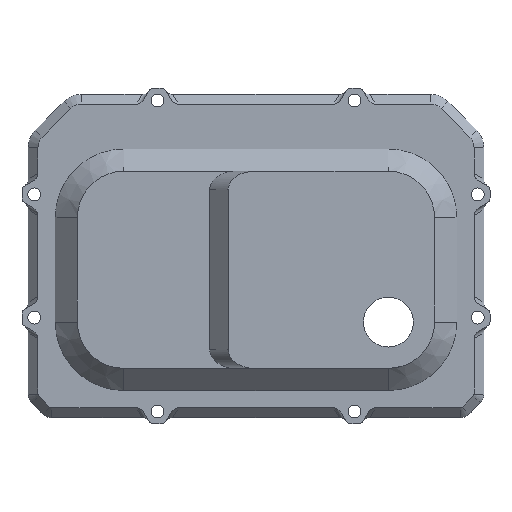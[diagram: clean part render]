
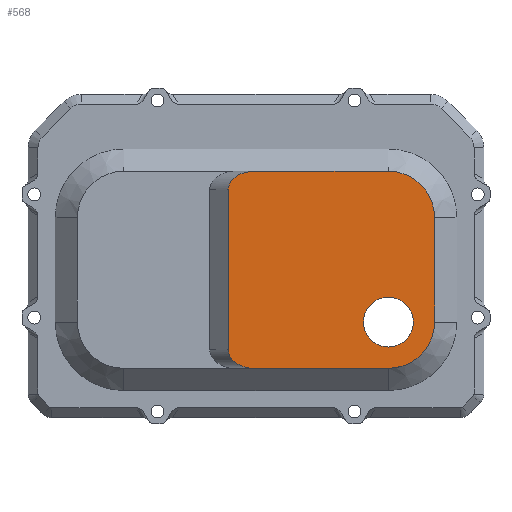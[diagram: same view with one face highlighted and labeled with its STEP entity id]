
A CAD part, top view. The second image highlights one B-rep face of the part: STEP entity #568.
In plain terms, the highlighted planar face has unit normal (0, 0, 1).
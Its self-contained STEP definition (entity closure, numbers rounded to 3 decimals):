
#473=CARTESIAN_POINT('',(0.,0.,43.2));
#474=DIRECTION('',(0.,0.,1.));
#475=DIRECTION('',(1.,0.,0.));
#476=AXIS2_PLACEMENT_3D('',#473,#474,#475);
#477=PLANE('',#476);
#478=CARTESIAN_POINT('',(-0.515,22.,43.2));
#479=VERTEX_POINT('',#478);
#480=CARTESIAN_POINT('',(43.,22.,43.2));
#481=VERTEX_POINT('',#480);
#482=CARTESIAN_POINT('',(-0.515,22.,43.2));
#483=DIRECTION('',(1.,0.,0.));
#484=VECTOR('',#483,43.515);
#485=LINE('',#482,#484);
#486=EDGE_CURVE('',#479,#481,#485,.T.);
#487=ORIENTED_EDGE('',*,*,#486,.F.);
#488=CARTESIAN_POINT('',(-9.,16.,43.2));
#489=VERTEX_POINT('',#488);
#490=CARTESIAN_POINT('',(-0.515,16.,43.2));
#491=DIRECTION('',(0.,-0.,1.));
#492=DIRECTION('',(1.,0.,0.));
#493=AXIS2_PLACEMENT_3D('',#490,#491,#492);
#494=ELLIPSE('',#493,8.485,6.);
#495=EDGE_CURVE('',#479,#489,#494,.T.);
#496=ORIENTED_EDGE('',*,*,#495,.T.);
#497=CARTESIAN_POINT('',(-9.,-36.,43.2));
#498=VERTEX_POINT('',#497);
#499=CARTESIAN_POINT('',(-9.,16.,43.2));
#500=DIRECTION('',(-0.,-1.,-0.));
#501=VECTOR('',#500,52.);
#502=LINE('',#499,#501);
#503=EDGE_CURVE('',#489,#498,#502,.T.);
#504=ORIENTED_EDGE('',*,*,#503,.T.);
#505=CARTESIAN_POINT('',(-0.515,-42.,43.2));
#506=VERTEX_POINT('',#505);
#507=CARTESIAN_POINT('',(-0.515,-36.,43.2));
#508=DIRECTION('',(0.,0.,1.));
#509=DIRECTION('',(1.,0.,-0.));
#510=AXIS2_PLACEMENT_3D('',#507,#508,#509);
#511=ELLIPSE('',#510,8.485,6.);
#512=EDGE_CURVE('',#498,#506,#511,.T.);
#513=ORIENTED_EDGE('',*,*,#512,.T.);
#514=CARTESIAN_POINT('',(43.,-42.,43.2));
#515=VERTEX_POINT('',#514);
#516=CARTESIAN_POINT('',(43.,-42.,43.2));
#517=DIRECTION('',(-1.,0.,0.));
#518=VECTOR('',#517,43.515);
#519=LINE('',#516,#518);
#520=EDGE_CURVE('',#515,#506,#519,.T.);
#521=ORIENTED_EDGE('',*,*,#520,.F.);
#522=CARTESIAN_POINT('',(58.,-27.,43.2));
#523=VERTEX_POINT('',#522);
#524=CARTESIAN_POINT('',(43.,-27.,43.2));
#525=DIRECTION('',(0.,0.,1.));
#526=DIRECTION('',(1.,0.,-0.));
#527=AXIS2_PLACEMENT_3D('',#524,#525,#526);
#528=CIRCLE('',#527,15.);
#529=EDGE_CURVE('',#515,#523,#528,.T.);
#530=ORIENTED_EDGE('',*,*,#529,.T.);
#531=CARTESIAN_POINT('',(58.,7.,43.2));
#532=VERTEX_POINT('',#531);
#533=CARTESIAN_POINT('',(58.,7.,43.2));
#534=DIRECTION('',(0.,-1.,0.));
#535=VECTOR('',#534,34.);
#536=LINE('',#533,#535);
#537=EDGE_CURVE('',#532,#523,#536,.T.);
#538=ORIENTED_EDGE('',*,*,#537,.F.);
#539=CARTESIAN_POINT('',(43.,7.,43.2));
#540=DIRECTION('',(0.,0.,1.));
#541=DIRECTION('',(1.,0.,-0.));
#542=AXIS2_PLACEMENT_3D('',#539,#540,#541);
#543=CIRCLE('',#542,15.);
#544=EDGE_CURVE('',#532,#481,#543,.T.);
#545=ORIENTED_EDGE('',*,*,#544,.T.);
#546=EDGE_LOOP('',(#487,#496,#504,#513,#521,#530,#538,#545));
#547=FACE_BOUND('',#546,.T.);
#548=CARTESIAN_POINT('',(34.9,-27.,43.2));
#549=VERTEX_POINT('',#548);
#550=CARTESIAN_POINT('',(51.1,-27.,43.2));
#551=VERTEX_POINT('',#550);
#552=CARTESIAN_POINT('',(43.,-27.,43.2));
#553=DIRECTION('',(0.,0.,1.));
#554=DIRECTION('',(1.,0.,-0.));
#555=AXIS2_PLACEMENT_3D('',#552,#553,#554);
#556=CIRCLE('',#555,8.1);
#557=EDGE_CURVE('',#549,#551,#556,.T.);
#558=ORIENTED_EDGE('',*,*,#557,.F.);
#559=CARTESIAN_POINT('',(43.,-27.,43.2));
#560=DIRECTION('',(0.,0.,1.));
#561=DIRECTION('',(1.,0.,-0.));
#562=AXIS2_PLACEMENT_3D('',#559,#560,#561);
#563=CIRCLE('',#562,8.1);
#564=EDGE_CURVE('',#551,#549,#563,.T.);
#565=ORIENTED_EDGE('',*,*,#564,.F.);
#566=EDGE_LOOP('',(#558,#565));
#567=FACE_BOUND('',#566,.T.);
#568=ADVANCED_FACE('',(#547,#567),#477,.T.);
